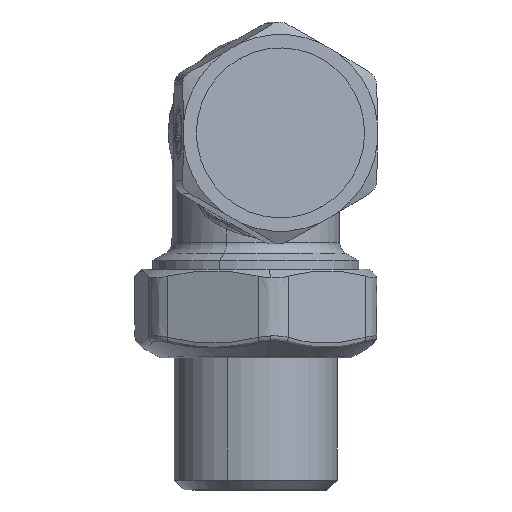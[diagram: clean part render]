
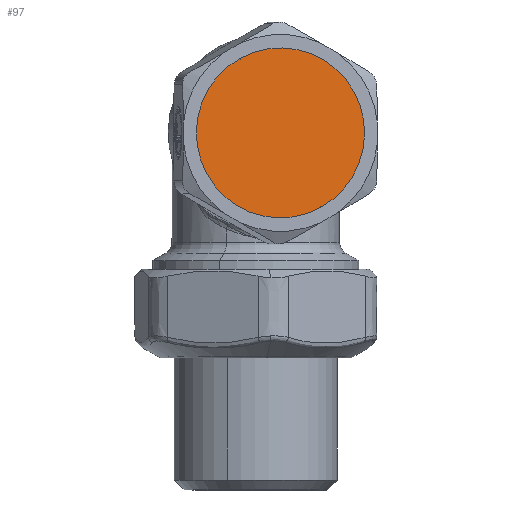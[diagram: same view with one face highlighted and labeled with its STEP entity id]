
A CAD part, front view. The second image highlights one B-rep face of the part: STEP entity #97.
In plain terms, the highlighted planar face has unit normal (0.141, -0.99, 0).
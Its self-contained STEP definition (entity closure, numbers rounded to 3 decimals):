
#49=CARTESIAN_POINT('Vertex',(13.211,-33.972,48.862)) ;
#52=CARTESIAN_POINT('Axis2P3D Location',(5.024,-35.143,64.)) ;
#56=CARTESIAN_POINT('Vertex',(-3.163,-36.313,79.138)) ;
#76=CARTESIAN_POINT('Axis2P3D Location',(5.024,-35.143,64.)) ;
#88=CARTESIAN_POINT('Axis2P3D Location',(5.024,-35.143,0.)) ;
#53=DIRECTION('Axis2P3D Direction',(0.142,-0.99,0.)) ;
#77=DIRECTION('Axis2P3D Direction',(0.142,-0.99,0.)) ;
#89=DIRECTION('Axis2P3D Direction',(0.142,-0.99,0.)) ;
#90=DIRECTION('Axis2P3D XDirection',(0.99,0.142,0.)) ;
#54=AXIS2_PLACEMENT_3D('Circle Axis2P3D',#52,#53,$) ;
#78=AXIS2_PLACEMENT_3D('Circle Axis2P3D',#76,#77,$) ;
#91=AXIS2_PLACEMENT_3D('Plane Axis2P3D',#88,#89,#90) ;
#55=CIRCLE('generated circle',#54,17.25) ;
#79=CIRCLE('generated circle',#78,17.25) ;
#92=PLANE('',#91) ;
#58=EDGE_CURVE('',#57,#50,#55,.T.) ;
#80=EDGE_CURVE('',#50,#57,#79,.T.) ;
#94=ORIENTED_EDGE('',*,*,#58,.T.) ;
#95=ORIENTED_EDGE('',*,*,#80,.T.) ;
#93=EDGE_LOOP('',(#94,#95)) ;
#50=VERTEX_POINT('',#49) ;
#57=VERTEX_POINT('',#56) ;
#97=ADVANCED_FACE('PartBody',(#96),#92,.T.) ;
#96=FACE_OUTER_BOUND('',#93,.T.) ;
